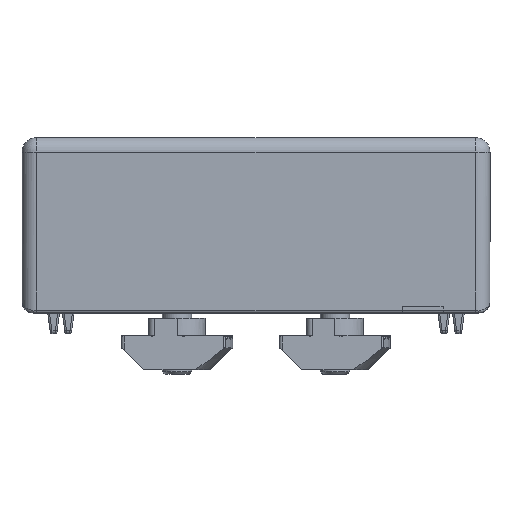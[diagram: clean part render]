
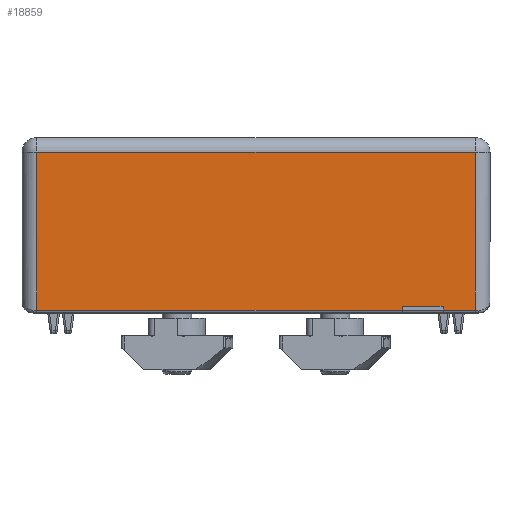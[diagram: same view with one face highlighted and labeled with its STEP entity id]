
A CAD part, front view. The second image highlights one B-rep face of the part: STEP entity #18859.
In plain terms, the highlighted planar face has unit normal (0, -1, 0).
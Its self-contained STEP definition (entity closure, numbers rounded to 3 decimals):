
#171 = VECTOR ( 'NONE', #1524, 1000. ) ;
#176 = VERTEX_POINT ( 'NONE', #15761 ) ;
#1094 = AXIS2_PLACEMENT_3D ( 'NONE', #7524, #21385, #9523 ) ;
#1158 = CARTESIAN_POINT ( 'NONE',  ( 32., -20., -1. ) ) ;
#1524 = DIRECTION ( 'NONE',  ( 0., 0., 1. ) ) ;
#1687 = ORIENTED_EDGE ( 'NONE', *, *, #24523, .T. ) ;
#1804 = CARTESIAN_POINT ( 'NONE',  ( 37.5, -20., -1.5 ) ) ;
#1881 = CARTESIAN_POINT ( 'NONE',  ( -40., -20., 16. ) ) ;
#2672 = EDGE_CURVE ( 'NONE', #24528, #6577, #21414, .T. ) ;
#2804 = CARTESIAN_POINT ( 'NONE',  ( 32., -20., -2. ) ) ;
#2998 = LINE ( 'NONE', #16259, #13687 ) ;
#3483 = LINE ( 'NONE', #2804, #12275 ) ;
#3617 = LINE ( 'NONE', #10884, #14282 ) ;
#4136 = LINE ( 'NONE', #19098, #8874 ) ;
#4392 = ORIENTED_EDGE ( 'NONE', *, *, #6761, .T. ) ;
#4984 = LINE ( 'NONE', #21282, #10337 ) ;
#4988 = LINE ( 'NONE', #6316, #16250 ) ;
#5114 = VERTEX_POINT ( 'NONE', #24342 ) ;
#5409 = CARTESIAN_POINT ( 'NONE',  ( 25.2, -20., -0.8 ) ) ;
#5418 = EDGE_CURVE ( 'NONE', #22494, #24528, #10873, .T. ) ;
#6316 = CARTESIAN_POINT ( 'NONE',  ( 31.8, -20., -0.8 ) ) ;
#6577 = VERTEX_POINT ( 'NONE', #21839 ) ;
#6761 = EDGE_CURVE ( 'NONE', #8035, #20215, #3483, .T. ) ;
#6861 = ORIENTED_EDGE ( 'NONE', *, *, #9219, .T. ) ;
#6908 = AXIS2_PLACEMENT_3D ( 'NONE', #11350, #25183, #13339 ) ;
#7251 = DIRECTION ( 'NONE',  ( 0., 0., 1. ) ) ;
#7296 = ORIENTED_EDGE ( 'NONE', *, *, #8110, .T. ) ;
#7524 = CARTESIAN_POINT ( 'NONE',  ( 31.8, -20., -1. ) ) ;
#7768 = EDGE_CURVE ( 'NONE', #24114, #5114, #4988, .T. ) ;
#8035 = VERTEX_POINT ( 'NONE', #1158 ) ;
#8110 = EDGE_CURVE ( 'NONE', #5114, #8035, #13436, .T. ) ;
#8133 = FACE_OUTER_BOUND ( 'NONE', #24779, .T. ) ;
#8874 = VECTOR ( 'NONE', #7251, 1000. ) ;
#9219 = EDGE_CURVE ( 'NONE', #6577, #16995, #2998, .T. ) ;
#9523 = DIRECTION ( 'NONE',  ( 0., 0., 1. ) ) ;
#9969 = PLANE ( 'NONE',  #19895 ) ;
#10337 = VECTOR ( 'NONE', #15319, 1000. ) ;
#10873 = LINE ( 'NONE', #21406, #171 ) ;
#10884 = CARTESIAN_POINT ( 'NONE',  ( 37.5, -20., -1.5 ) ) ;
#11112 = CIRCLE ( 'NONE', #6908, 0.2 ) ;
#11350 = CARTESIAN_POINT ( 'NONE',  ( 25.2, -20., -1. ) ) ;
#11977 = DIRECTION ( 'NONE',  ( 0., 0., 1. ) ) ;
#12032 = CARTESIAN_POINT ( 'NONE',  ( -40., -20., 25.5 ) ) ;
#12275 = VECTOR ( 'NONE', #14805, 1000. ) ;
#12885 = CARTESIAN_POINT ( 'NONE',  ( 37.5, -20., 25.5 ) ) ;
#12920 = ORIENTED_EDGE ( 'NONE', *, *, #5418, .T. ) ;
#13339 = DIRECTION ( 'NONE',  ( 0., 0., 1. ) ) ;
#13436 = CIRCLE ( 'NONE', #1094, 0.2 ) ;
#13687 = VECTOR ( 'NONE', #14258, 1000. ) ;
#14041 = DIRECTION ( 'NONE',  ( -1., 0., 0. ) ) ;
#14239 = ORIENTED_EDGE ( 'NONE', *, *, #2672, .T. ) ;
#14258 = DIRECTION ( 'NONE',  ( 0., 0., -1. ) ) ;
#14282 = VECTOR ( 'NONE', #16793, 1000. ) ;
#14805 = DIRECTION ( 'NONE',  ( 0., 0., -1. ) ) ;
#14903 = VECTOR ( 'NONE', #14041, 1000. ) ;
#15319 = DIRECTION ( 'NONE',  ( 1., 0., 0. ) ) ;
#15761 = CARTESIAN_POINT ( 'NONE',  ( 25., -20., -1.5 ) ) ;
#16250 = VECTOR ( 'NONE', #20217, 1000. ) ;
#16259 = CARTESIAN_POINT ( 'NONE',  ( -37.5, -20., 16. ) ) ;
#16793 = DIRECTION ( 'NONE',  ( 1., 0., 0. ) ) ;
#16995 = VERTEX_POINT ( 'NONE', #22216 ) ;
#18859 = ADVANCED_FACE ( 'NONE', ( #8133 ), #9969, .F. ) ;
#19098 = CARTESIAN_POINT ( 'NONE',  ( 25., -20., -2. ) ) ;
#19282 = EDGE_CURVE ( 'NONE', #19441, #24114, #11112, .T. ) ;
#19441 = VERTEX_POINT ( 'NONE', #21812 ) ;
#19895 = AXIS2_PLACEMENT_3D ( 'NONE', #1881, #23814, #11977 ) ;
#20215 = VERTEX_POINT ( 'NONE', #23816 ) ;
#20217 = DIRECTION ( 'NONE',  ( 1., 0., 0. ) ) ;
#20577 = EDGE_CURVE ( 'NONE', #176, #19441, #4136, .T. ) ;
#20723 = ORIENTED_EDGE ( 'NONE', *, *, #7768, .T. ) ;
#21282 = CARTESIAN_POINT ( 'NONE',  ( 37.5, -20., -1.5 ) ) ;
#21385 = DIRECTION ( 'NONE',  ( 0., 1., 0. ) ) ;
#21406 = CARTESIAN_POINT ( 'NONE',  ( 37.5, -20., 16. ) ) ;
#21414 = LINE ( 'NONE', #12032, #14903 ) ;
#21812 = CARTESIAN_POINT ( 'NONE',  ( 25., -20., -1. ) ) ;
#21839 = CARTESIAN_POINT ( 'NONE',  ( -37.5, -20., 25.5 ) ) ;
#22216 = CARTESIAN_POINT ( 'NONE',  ( -37.5, -20., -1.5 ) ) ;
#22494 = VERTEX_POINT ( 'NONE', #1804 ) ;
#23297 = ORIENTED_EDGE ( 'NONE', *, *, #19282, .T. ) ;
#23814 = DIRECTION ( 'NONE',  ( 0., 1., 0. ) ) ;
#23816 = CARTESIAN_POINT ( 'NONE',  ( 32., -20., -1.5 ) ) ;
#24114 = VERTEX_POINT ( 'NONE', #5409 ) ;
#24131 = ORIENTED_EDGE ( 'NONE', *, *, #25824, .T. ) ;
#24342 = CARTESIAN_POINT ( 'NONE',  ( 31.8, -20., -0.8 ) ) ;
#24523 = EDGE_CURVE ( 'NONE', #16995, #176, #3617, .T. ) ;
#24528 = VERTEX_POINT ( 'NONE', #12885 ) ;
#24779 = EDGE_LOOP ( 'NONE', ( #7296, #4392, #24131, #12920, #14239, #6861, #1687, #25482, #23297, #20723 ) ) ;
#25183 = DIRECTION ( 'NONE',  ( 0., 1., 0. ) ) ;
#25482 = ORIENTED_EDGE ( 'NONE', *, *, #20577, .T. ) ;
#25824 = EDGE_CURVE ( 'NONE', #20215, #22494, #4984, .T. ) ;
